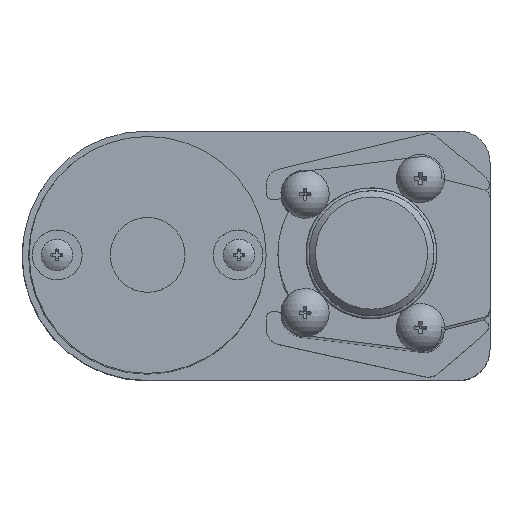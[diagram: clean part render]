
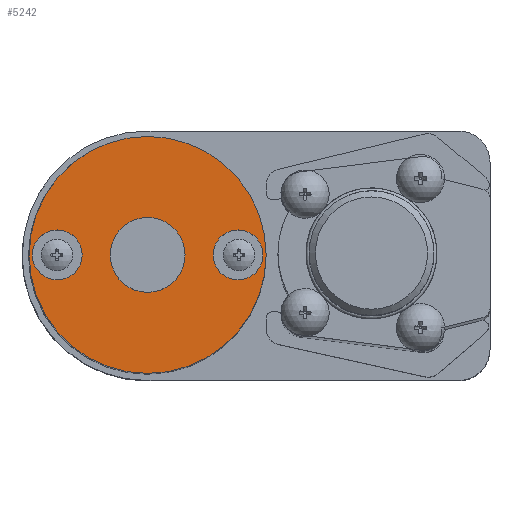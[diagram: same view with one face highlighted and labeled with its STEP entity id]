
A CAD part, top view. The second image highlights one B-rep face of the part: STEP entity #5242.
In plain terms, the highlighted planar face has unit normal (0, 0, 1).
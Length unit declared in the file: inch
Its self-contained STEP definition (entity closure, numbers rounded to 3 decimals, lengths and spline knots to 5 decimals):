
#120=FACE_BOUND('',#758,.T.);
#121=FACE_BOUND('',#759,.T.);
#122=FACE_BOUND('',#760,.T.);
#241=PLANE('',#5681);
#462=FACE_OUTER_BOUND('',#757,.T.);
#757=EDGE_LOOP('',(#3819,#3820));
#758=EDGE_LOOP('',(#3821,#3822));
#759=EDGE_LOOP('',(#3823,#3824));
#760=EDGE_LOOP('',(#3825,#3826));
#1826=CIRCLE('',#5682,0.74803);
#1827=CIRCLE('',#5683,0.74803);
#1828=CIRCLE('',#5684,0.15748);
#1829=CIRCLE('',#5685,0.15748);
#1830=CIRCLE('',#5686,0.23622);
#1831=CIRCLE('',#5687,0.23622);
#1832=CIRCLE('',#5688,0.15748);
#1833=CIRCLE('',#5689,0.15748);
#2202=VERTEX_POINT('',#9287);
#2203=VERTEX_POINT('',#9288);
#2204=VERTEX_POINT('',#9291);
#2205=VERTEX_POINT('',#9292);
#2206=VERTEX_POINT('',#9295);
#2207=VERTEX_POINT('',#9296);
#2208=VERTEX_POINT('',#9299);
#2209=VERTEX_POINT('',#9300);
#2797=EDGE_CURVE('',#2202,#2203,#1826,.T.);
#2798=EDGE_CURVE('',#2203,#2202,#1827,.T.);
#2799=EDGE_CURVE('',#2204,#2205,#1828,.T.);
#2800=EDGE_CURVE('',#2205,#2204,#1829,.T.);
#2801=EDGE_CURVE('',#2206,#2207,#1830,.T.);
#2802=EDGE_CURVE('',#2207,#2206,#1831,.T.);
#2803=EDGE_CURVE('',#2208,#2209,#1832,.T.);
#2804=EDGE_CURVE('',#2209,#2208,#1833,.T.);
#3819=ORIENTED_EDGE('',*,*,#2797,.T.);
#3820=ORIENTED_EDGE('',*,*,#2798,.T.);
#3821=ORIENTED_EDGE('',*,*,#2799,.F.);
#3822=ORIENTED_EDGE('',*,*,#2800,.F.);
#3823=ORIENTED_EDGE('',*,*,#2801,.F.);
#3824=ORIENTED_EDGE('',*,*,#2802,.F.);
#3825=ORIENTED_EDGE('',*,*,#2803,.F.);
#3826=ORIENTED_EDGE('',*,*,#2804,.F.);
#5242=ADVANCED_FACE('',(#462,#120,#121,#122),#241,.T.);
#5681=AXIS2_PLACEMENT_3D('',#9286,#6633,#6634);
#5682=AXIS2_PLACEMENT_3D('',#9289,#6635,#6636);
#5683=AXIS2_PLACEMENT_3D('',#9290,#6637,#6638);
#5684=AXIS2_PLACEMENT_3D('',#9293,#6639,#6640);
#5685=AXIS2_PLACEMENT_3D('',#9294,#6641,#6642);
#5686=AXIS2_PLACEMENT_3D('',#9297,#6643,#6644);
#5687=AXIS2_PLACEMENT_3D('',#9298,#6645,#6646);
#5688=AXIS2_PLACEMENT_3D('',#9301,#6647,#6648);
#5689=AXIS2_PLACEMENT_3D('',#9302,#6649,#6650);
#6633=DIRECTION('center_axis',(0.,0.,1.));
#6634=DIRECTION('ref_axis',(1.,0.,0.));
#6635=DIRECTION('center_axis',(0.,0.,1.));
#6636=DIRECTION('ref_axis',(1.,0.,0.));
#6637=DIRECTION('center_axis',(0.,0.,1.));
#6638=DIRECTION('ref_axis',(1.,0.,0.));
#6639=DIRECTION('center_axis',(0.,0.,1.));
#6640=DIRECTION('ref_axis',(1.,0.,0.));
#6641=DIRECTION('center_axis',(0.,0.,1.));
#6642=DIRECTION('ref_axis',(1.,0.,0.));
#6643=DIRECTION('center_axis',(0.,0.,1.));
#6644=DIRECTION('ref_axis',(1.,0.,0.));
#6645=DIRECTION('center_axis',(0.,0.,1.));
#6646=DIRECTION('ref_axis',(1.,0.,0.));
#6647=DIRECTION('center_axis',(0.,0.,1.));
#6648=DIRECTION('ref_axis',(1.,0.,0.));
#6649=DIRECTION('center_axis',(0.,0.,1.));
#6650=DIRECTION('ref_axis',(1.,0.,0.));
#9286=CARTESIAN_POINT('Origin',(0.00394,0.,2.79331));
#9287=CARTESIAN_POINT('',(0.75197,0.,2.79331));
#9288=CARTESIAN_POINT('',(-0.74409,0.,2.79331));
#9289=CARTESIAN_POINT('Origin',(0.00394,0.,2.79331));
#9290=CARTESIAN_POINT('Origin',(0.00394,0.,2.79331));
#9291=CARTESIAN_POINT('',(0.73228,0.,2.79331));
#9292=CARTESIAN_POINT('',(0.41732,0.,2.79331));
#9293=CARTESIAN_POINT('Origin',(0.5748,0.,2.79331));
#9294=CARTESIAN_POINT('Origin',(0.5748,0.,2.79331));
#9295=CARTESIAN_POINT('',(0.24016,0.,2.79331));
#9296=CARTESIAN_POINT('',(-0.23228,0.,2.79331));
#9297=CARTESIAN_POINT('Origin',(0.00394,0.,2.79331));
#9298=CARTESIAN_POINT('Origin',(0.00394,0.,2.79331));
#9299=CARTESIAN_POINT('',(-0.40945,0.,2.79331));
#9300=CARTESIAN_POINT('',(-0.72441,0.,2.79331));
#9301=CARTESIAN_POINT('Origin',(-0.56693,0.,2.79331));
#9302=CARTESIAN_POINT('Origin',(-0.56693,0.,2.79331));
